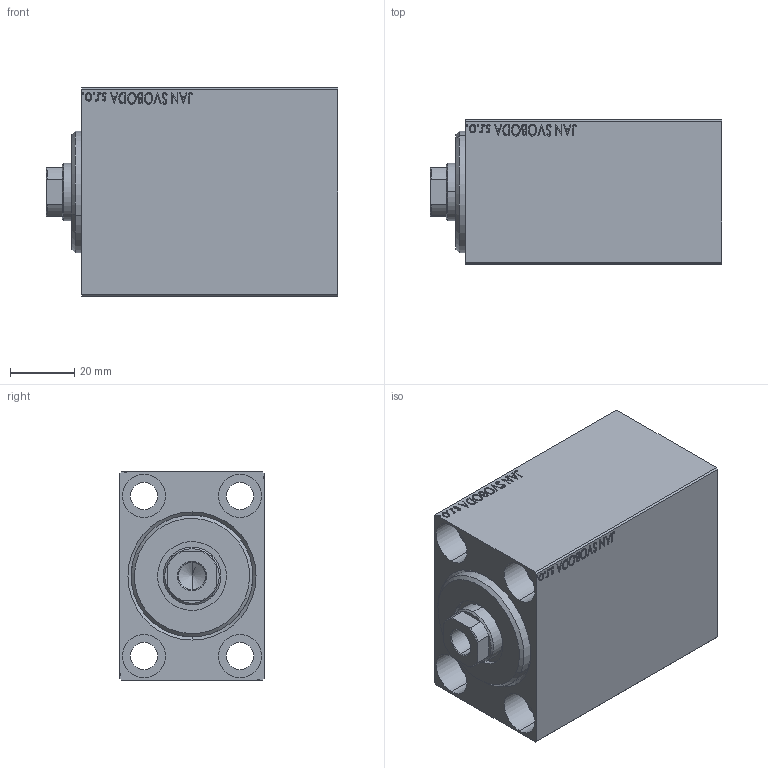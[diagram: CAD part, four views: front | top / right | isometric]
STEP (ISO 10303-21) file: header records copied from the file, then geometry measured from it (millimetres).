
FILE_DESCRIPTION (( 'STEP AP203' ), '1' );
FILE_NAME ('9bc5.STEP', '2024-02-12T07:26:15', ( '' ), ( '' ), 'SwSTEP 2.0', 'SolidWorks 2019', '' );
FILE_SCHEMA (( 'CONFIG_CONTROL_DESIGN' ));
Length unit declared in the file: millimetre
Products named in the file (4): V450CM_C_Body 594e1a4780ac226ee33efcad4c47fc59; V450CM_VC_B 594e1a4780ac226ee33efcad4c47fc59; 9bc5; V450CM_C_VCP 594e1a4780ac226ee33efcad4c47fc59
Assembly tree (3 placements, depth 2):
  9bc5
    V450CM_C_Body 594e1a4780ac226ee33efcad4c47fc59
    V450CM_C_VCP 594e1a4780ac226ee33efcad4c47fc59
    V450CM_VC_B 594e1a4780ac226ee33efcad4c47fc59
Bounding box: 91 x 45 x 65 mm (x, y, z)
Volume: 202719.7 mm3; surface area: 50757 mm2
Topology: 3 solids, 3 shells, 862 faces, 2210 edges, 1465 vertices
Faces by surface type: plane 408, bspline 380, cylinder 60, cone 14
Entity records: 44026 total; most frequent: CARTESIAN_POINT 25153, ORIENTED_EDGE 4416, DIRECTION 2544, EDGE_CURVE 2208, VERTEX_POINT 1465, VECTOR 1304, LINE 1304, EDGE_LOOP 989
